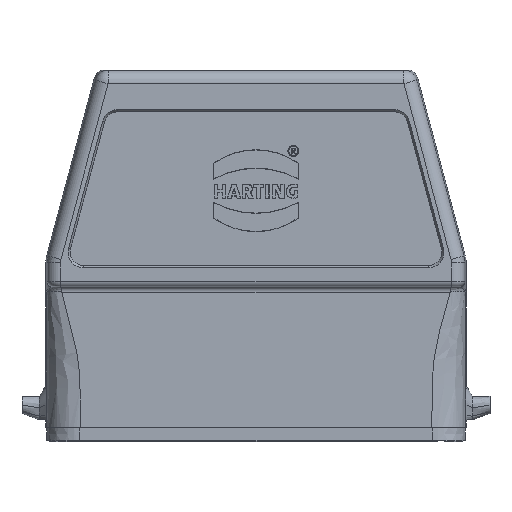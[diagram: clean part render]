
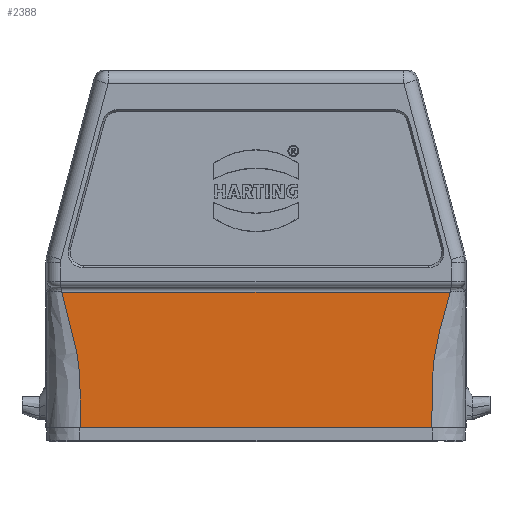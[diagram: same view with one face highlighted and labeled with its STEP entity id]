
A CAD part, front view. The second image highlights one B-rep face of the part: STEP entity #2388.
In plain terms, the highlighted planar face has unit normal (0, -1, 0).
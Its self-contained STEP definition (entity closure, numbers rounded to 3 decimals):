
#1653=(
BOUNDED_CURVE()
B_SPLINE_CURVE(3,(#15229,#15230,#15231,#15232,#15233,#15234,#15235,#15236,
#15237,#15238),.UNSPECIFIED.,.F.,.F.)
B_SPLINE_CURVE_WITH_KNOTS((4,3,3,4),(0.,0.095,0.311,
1.),.UNSPECIFIED.)
CURVE()
GEOMETRIC_REPRESENTATION_ITEM()
RATIONAL_B_SPLINE_CURVE((1.,1.,1.,1.,1.,1.,1.,1.,1.,1.))
REPRESENTATION_ITEM('')
);
#1654=(
BOUNDED_CURVE()
B_SPLINE_CURVE(3,(#15240,#15241,#15242,#15243,#15244,#15245,#15246,#15247,
#15248,#15249),.UNSPECIFIED.,.F.,.F.)
B_SPLINE_CURVE_WITH_KNOTS((4,3,3,4),(0.,0.689,0.905,
1.),.UNSPECIFIED.)
CURVE()
GEOMETRIC_REPRESENTATION_ITEM()
RATIONAL_B_SPLINE_CURVE((1.,1.,1.,1.,1.,1.,1.,1.,1.,1.))
REPRESENTATION_ITEM('')
);
#2388=ADVANCED_FACE('',(#3163),#2845,.T.);
#2845=PLANE('',#10716);
#3163=FACE_OUTER_BOUND('',#3665,.T.);
#3665=EDGE_LOOP('',(#5021,#5022,#5023,#5024));
#5021=ORIENTED_EDGE('',*,*,#8022,.T.);
#5022=ORIENTED_EDGE('',*,*,#8000,.F.);
#5023=ORIENTED_EDGE('',*,*,#8023,.T.);
#5024=ORIENTED_EDGE('',*,*,#8024,.T.);
#7068=VERTEX_POINT('',#15158);
#7069=VERTEX_POINT('',#15160);
#7088=VERTEX_POINT('',#15239);
#7089=VERTEX_POINT('',#15250);
#8000=EDGE_CURVE('',#7068,#7069,#9052,.T.);
#8022=EDGE_CURVE('',#7088,#7069,#1653,.T.);
#8023=EDGE_CURVE('',#7068,#7089,#1654,.T.);
#8024=EDGE_CURVE('',#7089,#7088,#9065,.T.);
#9052=LINE('',#15159,#9808);
#9065=LINE('',#15251,#9821);
#9808=VECTOR('',#12082,1.);
#9821=VECTOR('',#12105,1.);
#10716=AXIS2_PLACEMENT_3D('',#15252,#12106,#12107);
#12082=DIRECTION('',(-1.,0.,0.));
#12105=DIRECTION('',(-1.,0.,0.));
#12106=DIRECTION('',(0.,-1.,0.));
#12107=DIRECTION('',(0.,0.,1.));
#15158=CARTESIAN_POINT('',(33.202,-14.75,-11.7));
#15159=CARTESIAN_POINT('',(39.65,-14.75,-11.7));
#15160=CARTESIAN_POINT('',(-33.202,-14.75,-11.7));
#15229=CARTESIAN_POINT('',(-39.393,-14.75,23.183));
#15230=CARTESIAN_POINT('',(-38.574,-14.75,20.406));
#15231=CARTESIAN_POINT('',(-37.755,-14.75,17.628));
#15232=CARTESIAN_POINT('',(-36.936,-14.75,14.85));
#15233=CARTESIAN_POINT('',(-35.069,-14.75,8.517));
#15234=CARTESIAN_POINT('',(-33.202,-14.75,2.183));
#15235=CARTESIAN_POINT('',(-33.202,-14.75,-4.15));
#15236=CARTESIAN_POINT('',(-33.202,-14.75,-24.367));
#15237=CARTESIAN_POINT('',(-33.202,-14.75,-44.583));
#15238=CARTESIAN_POINT('',(-33.202,-14.75,-64.8));
#15239=CARTESIAN_POINT('',(-36.641,-14.75,13.85));
#15240=CARTESIAN_POINT('',(33.202,-14.75,-64.8));
#15241=CARTESIAN_POINT('',(33.202,-14.75,-44.583));
#15242=CARTESIAN_POINT('',(33.202,-14.75,-24.367));
#15243=CARTESIAN_POINT('',(33.202,-14.75,-4.15));
#15244=CARTESIAN_POINT('',(33.202,-14.75,2.183));
#15245=CARTESIAN_POINT('',(35.069,-14.75,8.517));
#15246=CARTESIAN_POINT('',(36.936,-14.75,14.85));
#15247=CARTESIAN_POINT('',(37.755,-14.75,17.628));
#15248=CARTESIAN_POINT('',(38.574,-14.75,20.406));
#15249=CARTESIAN_POINT('',(39.393,-14.75,23.183));
#15250=CARTESIAN_POINT('',(36.641,-14.75,13.85));
#15251=CARTESIAN_POINT('',(-39.65,-14.75,13.85));
#15252=CARTESIAN_POINT('',(-39.65,-14.75,14.85));
